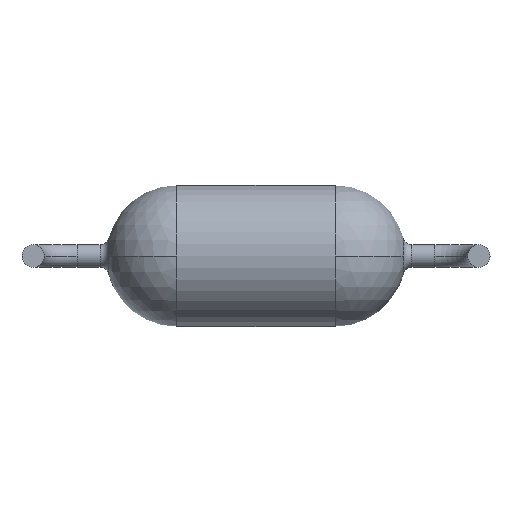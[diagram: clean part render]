
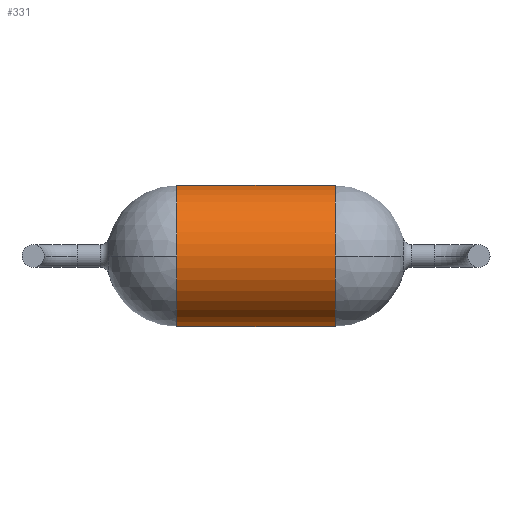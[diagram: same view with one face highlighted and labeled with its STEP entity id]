
A CAD part, front view. The second image highlights one B-rep face of the part: STEP entity #331.
In plain terms, the highlighted cylindrical face has radius 1.609 mm (diameter 3.219 mm), a partial arc.
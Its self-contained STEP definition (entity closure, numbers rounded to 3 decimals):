
#30 = DIRECTION ( 'NONE',  ( 0., 0., 1. ) ) ;
#50 = CARTESIAN_POINT ( 'NONE',  ( -10.097, 2.609, 1.609 ) ) ;
#65 = ORIENTED_EDGE ( 'NONE', *, *, #1064, .F. ) ;
#147 = CARTESIAN_POINT ( 'NONE',  ( -1.805, 2.609, 0. ) ) ;
#154 = CIRCLE ( 'NONE', #609, 1.609 ) ;
#168 = EDGE_CURVE ( 'NONE', #1094, #624, #154, .T. ) ;
#179 = ORIENTED_EDGE ( 'NONE', *, *, #416, .F. ) ;
#201 = DIRECTION ( 'NONE',  ( -1., 0., 0. ) ) ;
#202 = VERTEX_POINT ( 'NONE', #1006 ) ;
#214 = EDGE_CURVE ( 'NONE', #987, #915, #1019, .T. ) ;
#232 = DIRECTION ( 'NONE',  ( 0., 0., 1. ) ) ;
#273 = ORIENTED_EDGE ( 'NONE', *, *, #214, .F. ) ;
#280 = DIRECTION ( 'NONE',  ( -1., 0., 0. ) ) ;
#281 = CARTESIAN_POINT ( 'NONE',  ( 1.805, 2.609, 1.609 ) ) ;
#285 = VECTOR ( 'NONE', #280, 1000. ) ;
#288 = CARTESIAN_POINT ( 'NONE',  ( 1.805, 2.609, 0. ) ) ;
#309 = LINE ( 'NONE', #618, #551 ) ;
#330 = CARTESIAN_POINT ( 'NONE',  ( -1.805, 2.609, 0. ) ) ;
#331 = ADVANCED_FACE ( 'NONE', ( #613 ), #794, .T. ) ;
#416 = EDGE_CURVE ( 'NONE', #438, #202, #309, .T. ) ;
#424 = CARTESIAN_POINT ( 'NONE',  ( -1.805, 1., 0. ) ) ;
#438 = VERTEX_POINT ( 'NONE', #1073 ) ;
#439 = AXIS2_PLACEMENT_3D ( 'NONE', #330, #1038, #597 ) ;
#440 = EDGE_CURVE ( 'NONE', #624, #915, #808, .T. ) ;
#449 = AXIS2_PLACEMENT_3D ( 'NONE', #947, #1115, #1060 ) ;
#451 = DIRECTION ( 'NONE',  ( -1., 0., 0. ) ) ;
#486 = DIRECTION ( 'NONE',  ( -1., 0., 0. ) ) ;
#513 = AXIS2_PLACEMENT_3D ( 'NONE', #147, #486, #232 ) ;
#518 = DIRECTION ( 'NONE',  ( -1., 0., 0. ) ) ;
#551 = VECTOR ( 'NONE', #451, 1000. ) ;
#597 = DIRECTION ( 'NONE',  ( 0., 0., 1. ) ) ;
#604 = CARTESIAN_POINT ( 'NONE',  ( 1.805, 1., 0. ) ) ;
#609 = AXIS2_PLACEMENT_3D ( 'NONE', #288, #201, #30 ) ;
#613 = FACE_OUTER_BOUND ( 'NONE', #1017, .T. ) ;
#614 = DIRECTION ( 'NONE',  ( 0., 0., 1. ) ) ;
#618 = CARTESIAN_POINT ( 'NONE',  ( -10.097, 2.609, -1.609 ) ) ;
#624 = VERTEX_POINT ( 'NONE', #281 ) ;
#695 = ORIENTED_EDGE ( 'NONE', *, *, #440, .T. ) ;
#697 = CARTESIAN_POINT ( 'NONE',  ( 1.805, 2.609, 0. ) ) ;
#770 = CIRCLE ( 'NONE', #1029, 1.609 ) ;
#794 = CYLINDRICAL_SURFACE ( 'NONE', #449, 1.609 ) ;
#808 = LINE ( 'NONE', #50, #285 ) ;
#865 = ORIENTED_EDGE ( 'NONE', *, *, #168, .T. ) ;
#914 = CIRCLE ( 'NONE', #439, 1.609 ) ;
#915 = VERTEX_POINT ( 'NONE', #927 ) ;
#919 = ORIENTED_EDGE ( 'NONE', *, *, #1098, .T. ) ;
#927 = CARTESIAN_POINT ( 'NONE',  ( -1.805, 2.609, 1.609 ) ) ;
#947 = CARTESIAN_POINT ( 'NONE',  ( -10.097, 2.609, 0. ) ) ;
#987 = VERTEX_POINT ( 'NONE', #424 ) ;
#1006 = CARTESIAN_POINT ( 'NONE',  ( -1.805, 2.609, -1.609 ) ) ;
#1017 = EDGE_LOOP ( 'NONE', ( #179, #919, #865, #695, #273, #65 ) ) ;
#1019 = CIRCLE ( 'NONE', #513, 1.609 ) ;
#1029 = AXIS2_PLACEMENT_3D ( 'NONE', #697, #518, #614 ) ;
#1038 = DIRECTION ( 'NONE',  ( -1., 0., 0. ) ) ;
#1060 = DIRECTION ( 'NONE',  ( 0., 0., 1. ) ) ;
#1064 = EDGE_CURVE ( 'NONE', #202, #987, #914, .T. ) ;
#1073 = CARTESIAN_POINT ( 'NONE',  ( 1.805, 2.609, -1.609 ) ) ;
#1094 = VERTEX_POINT ( 'NONE', #604 ) ;
#1098 = EDGE_CURVE ( 'NONE', #438, #1094, #770, .T. ) ;
#1115 = DIRECTION ( 'NONE',  ( -1., 0., 0. ) ) ;
